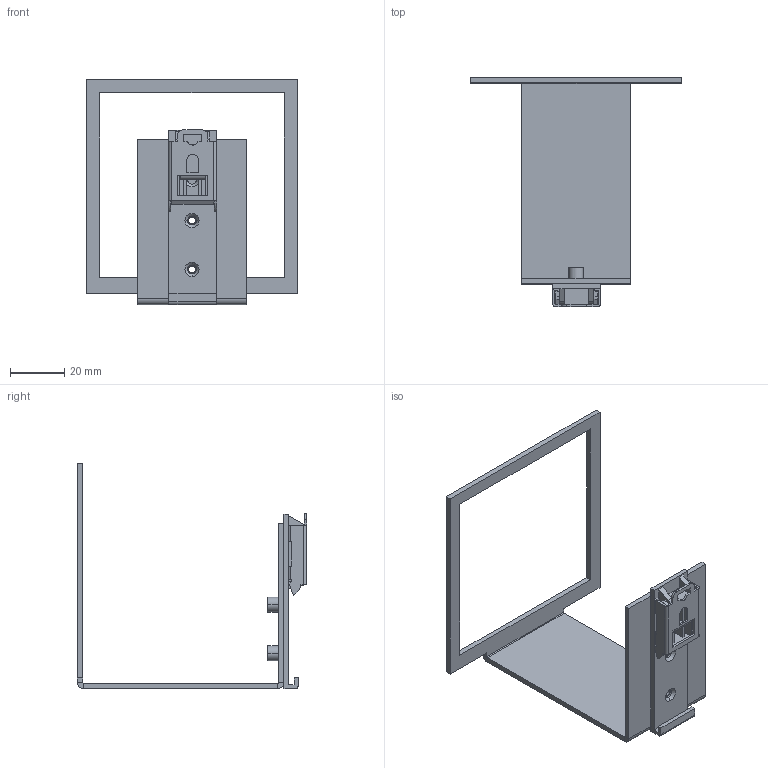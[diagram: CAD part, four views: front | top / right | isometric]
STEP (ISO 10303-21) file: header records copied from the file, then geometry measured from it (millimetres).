
FILE_DESCRIPTION (( 'STEP AP203' ), '1' );
FILE_NAME ('asm_asm.STEP', '2022-02-25T00:34:46', ( '' ), ( '' ), 'SwSTEP 2.0', 'SolidWorks 2020', '' );
FILE_SCHEMA (( 'CONFIG_CONTROL_DESIGN' ));
Length unit declared in the file: millimetre
Products named in the file (5): kazi1; asm_asm; 絳寢縐赽; 絳寢盓殤; m3
Assembly tree (4 placements, depth 3):
  asm_asm
    絳寢盓殤
    絳寢縐赽
      m3
      kazi1
Bounding box: 78 x 84.3 x 83 mm (x, y, z)
Volume: 17562.9 mm3; surface area: 21139.2 mm2
Topology: 3 solids, 3 shells, 202 faces, 557 edges, 363 vertices
Faces by surface type: plane 148, cylinder 42, cone 8, bspline 4
Entity records: 7014 total; most frequent: CARTESIAN_POINT 1304, ORIENTED_EDGE 1110, DIRECTION 1043, EDGE_CURVE 555, VECTOR 423, LINE 423, VERTEX_POINT 363, AXIS2_PLACEMENT_3D 310
